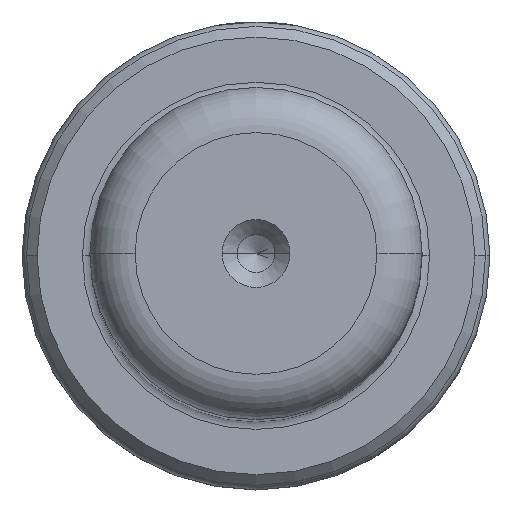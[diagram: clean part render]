
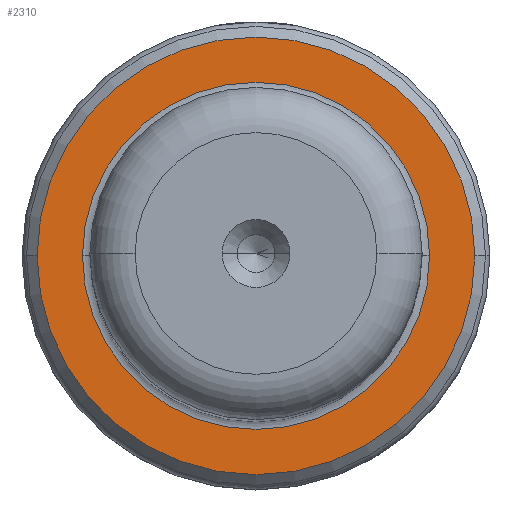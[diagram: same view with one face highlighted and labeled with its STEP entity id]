
A CAD part, top view. The second image highlights one B-rep face of the part: STEP entity #2310.
In plain terms, the highlighted planar face has unit normal (0, 0, 1).
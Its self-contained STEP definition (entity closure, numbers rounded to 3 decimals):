
#131 = CARTESIAN_POINT ( 'NONE',  ( -11.5, 0., 24. ) ) ;
#144 = DIRECTION ( 'NONE',  ( 1., 0., 0. ) ) ;
#178 = DIRECTION ( 'NONE',  ( 0., 0., 1. ) ) ;
#352 = DIRECTION ( 'NONE',  ( 0., 0., 1. ) ) ;
#429 = ORIENTED_EDGE ( 'NONE', *, *, #1691, .T. ) ;
#453 = DIRECTION ( 'NONE',  ( 0., 0., -1. ) ) ;
#572 = CARTESIAN_POINT ( 'NONE',  ( 11.5, 0., 24. ) ) ;
#626 = DIRECTION ( 'NONE',  ( -1., 0., 0. ) ) ;
#680 = CIRCLE ( 'NONE', #2013, 11.5 ) ;
#823 = ORIENTED_EDGE ( 'NONE', *, *, #1337, .T. ) ;
#826 = EDGE_CURVE ( 'NONE', #2207, #3077, #1044, .T. ) ;
#849 = CARTESIAN_POINT ( 'NONE',  ( 0., 0., 24. ) ) ;
#876 = CARTESIAN_POINT ( 'NONE',  ( 0., 0., 24. ) ) ;
#941 = DIRECTION ( 'NONE',  ( 0., 0., 1. ) ) ;
#1044 = CIRCLE ( 'NONE', #2857, 14.5 ) ;
#1060 = EDGE_LOOP ( 'NONE', ( #429, #2011 ) ) ;
#1213 = DIRECTION ( 'NONE',  ( 1., 0., 0. ) ) ;
#1314 = EDGE_LOOP ( 'NONE', ( #2965, #823 ) ) ;
#1337 = EDGE_CURVE ( 'NONE', #3077, #2207, #2126, .T. ) ;
#1587 = AXIS2_PLACEMENT_3D ( 'NONE', #2197, #178, #1213 ) ;
#1662 = FACE_BOUND ( 'NONE', #1060, .T. ) ;
#1676 = PLANE ( 'NONE',  #1587 ) ;
#1691 = EDGE_CURVE ( 'NONE', #2233, #2792, #2294, .T. ) ;
#1867 = DIRECTION ( 'NONE',  ( 1., 0., 0. ) ) ;
#2011 = ORIENTED_EDGE ( 'NONE', *, *, #2439, .T. ) ;
#2013 = AXIS2_PLACEMENT_3D ( 'NONE', #2987, #453, #2969 ) ;
#2126 = CIRCLE ( 'NONE', #2710, 14.5 ) ;
#2197 = CARTESIAN_POINT ( 'NONE',  ( 0., 0., 24. ) ) ;
#2207 = VERTEX_POINT ( 'NONE', #2938 ) ;
#2233 = VERTEX_POINT ( 'NONE', #131 ) ;
#2294 = CIRCLE ( 'NONE', #2458, 11.5 ) ;
#2296 = CARTESIAN_POINT ( 'NONE',  ( 14.5, 0., 24. ) ) ;
#2310 = ADVANCED_FACE ( 'NONE', ( #1662, #2438 ), #1676, .T. ) ;
#2438 = FACE_OUTER_BOUND ( 'NONE', #1314, .T. ) ;
#2439 = EDGE_CURVE ( 'NONE', #2792, #2233, #680, .T. ) ;
#2458 = AXIS2_PLACEMENT_3D ( 'NONE', #876, #2665, #626 ) ;
#2665 = DIRECTION ( 'NONE',  ( 0., 0., -1. ) ) ;
#2710 = AXIS2_PLACEMENT_3D ( 'NONE', #849, #352, #1867 ) ;
#2792 = VERTEX_POINT ( 'NONE', #572 ) ;
#2857 = AXIS2_PLACEMENT_3D ( 'NONE', #2955, #941, #144 ) ;
#2938 = CARTESIAN_POINT ( 'NONE',  ( -14.5, 0., 24. ) ) ;
#2955 = CARTESIAN_POINT ( 'NONE',  ( 0., 0., 24. ) ) ;
#2965 = ORIENTED_EDGE ( 'NONE', *, *, #826, .T. ) ;
#2969 = DIRECTION ( 'NONE',  ( -1., 0., 0. ) ) ;
#2987 = CARTESIAN_POINT ( 'NONE',  ( 0., 0., 24. ) ) ;
#3077 = VERTEX_POINT ( 'NONE', #2296 ) ;
